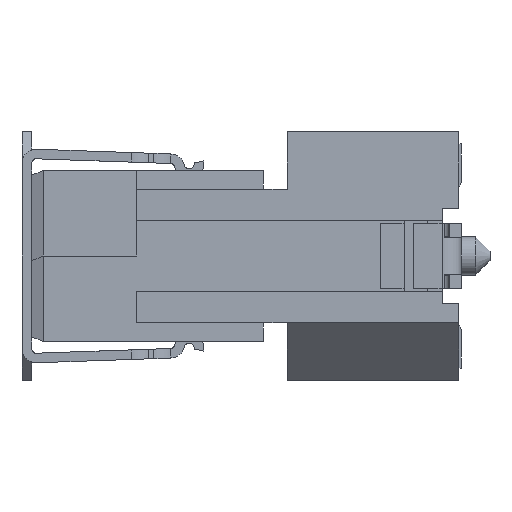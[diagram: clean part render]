
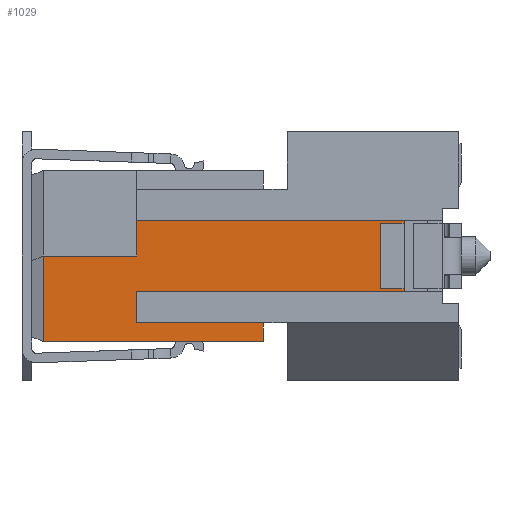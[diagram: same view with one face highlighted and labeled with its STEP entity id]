
A CAD part, left-side view. The second image highlights one B-rep face of the part: STEP entity #1029.
In plain terms, the highlighted planar face has unit normal (-1, 0, 0).
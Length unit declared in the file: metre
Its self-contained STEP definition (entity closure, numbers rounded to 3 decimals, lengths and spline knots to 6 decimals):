
#1029 = ADVANCED_FACE( '', ( #3109 ), #3110, .F. );
#3109 = FACE_OUTER_BOUND( '', #5249, .T. );
#3110 = PLANE( '', #5250 );
#5249 = EDGE_LOOP( '', ( #13956, #13957, #13958, #13959, #13960, #13961, #13962, #13963, #13964, #13965, #13966, #13967, #13968, #13969 ) );
#5250 = AXIS2_PLACEMENT_3D( '', #13970, #13971, #13972 );
#13956 = ORIENTED_EDGE( '', *, *, #15323, .T. );
#13957 = ORIENTED_EDGE( '', *, *, #17245, .T. );
#13958 = ORIENTED_EDGE( '', *, *, #17023, .T. );
#13959 = ORIENTED_EDGE( '', *, *, #17448, .F. );
#13960 = ORIENTED_EDGE( '', *, *, #17392, .T. );
#13961 = ORIENTED_EDGE( '', *, *, #16855, .F. );
#13962 = ORIENTED_EDGE( '', *, *, #17360, .T. );
#13963 = ORIENTED_EDGE( '', *, *, #16130, .T. );
#13964 = ORIENTED_EDGE( '', *, *, #17340, .F. );
#13965 = ORIENTED_EDGE( '', *, *, #16857, .F. );
#13966 = ORIENTED_EDGE( '', *, *, #15161, .F. );
#13967 = ORIENTED_EDGE( '', *, *, #16919, .T. );
#13968 = ORIENTED_EDGE( '', *, *, #16970, .F. );
#13969 = ORIENTED_EDGE( '', *, *, #16865, .T. );
#13970 = CARTESIAN_POINT( '', ( -0.00824, -0.000375, 0.00179 ) );
#13971 = DIRECTION( '', ( 1., 0., 0. ) );
#13972 = DIRECTION( '', ( 0., 1., 0. ) );
#15161 = EDGE_CURVE( '', #18778, #18780, #18781, .T. );
#15323 = EDGE_CURVE( '', #19079, #19077, #19080, .T. );
#16130 = EDGE_CURVE( '', #20481, #20486, #20488, .T. );
#16855 = EDGE_CURVE( '', #21646, #21647, #21648, .T. );
#16857 = EDGE_CURVE( '', #18780, #21650, #21651, .T. );
#16865 = EDGE_CURVE( '', #21663, #19079, #21664, .T. );
#16919 = EDGE_CURVE( '', #18778, #21742, #21744, .T. );
#16970 = EDGE_CURVE( '', #21663, #21742, #21820, .T. );
#17023 = EDGE_CURVE( '', #21886, #21884, #21887, .T. );
#17245 = EDGE_CURVE( '', #19077, #21886, #22170, .T. );
#17340 = EDGE_CURVE( '', #21650, #20486, #22287, .T. );
#17360 = EDGE_CURVE( '', #21646, #20481, #22310, .T. );
#17392 = EDGE_CURVE( '', #22348, #21647, #22349, .T. );
#17448 = EDGE_CURVE( '', #22348, #21884, #22417, .T. );
#18778 = VERTEX_POINT( '', #24385 );
#18780 = VERTEX_POINT( '', #24388 );
#18781 = LINE( '', #24389, #24390 );
#19077 = VERTEX_POINT( '', #24833 );
#19079 = VERTEX_POINT( '', #24836 );
#19080 = LINE( '', #24837, #24838 );
#20481 = VERTEX_POINT( '', #26906 );
#20486 = VERTEX_POINT( '', #26913 );
#20488 = LINE( '', #26916, #26917 );
#21646 = VERTEX_POINT( '', #28736 );
#21647 = VERTEX_POINT( '', #28737 );
#21648 = LINE( '', #28738, #28739 );
#21650 = VERTEX_POINT( '', #28742 );
#21651 = LINE( '', #28743, #28744 );
#21663 = VERTEX_POINT( '', #28763 );
#21664 = LINE( '', #28764, #28765 );
#21742 = VERTEX_POINT( '', #28887 );
#21744 = LINE( '', #28890, #28891 );
#21820 = LINE( '', #29009, #29010 );
#21884 = VERTEX_POINT( '', #29124 );
#21886 = VERTEX_POINT( '', #29127 );
#21887 = LINE( '', #29128, #29129 );
#22170 = LINE( '', #29604, #29605 );
#22287 = LINE( '', #29798, #29799 );
#22310 = LINE( '', #29837, #29838 );
#22348 = VERTEX_POINT( '', #29902 );
#22349 = LINE( '', #29903, #29904 );
#22417 = LINE( '', #30018, #30019 );
#24385 = CARTESIAN_POINT( '', ( -0.00824, 0.002275, 0.00075 ) );
#24388 = CARTESIAN_POINT( '', ( -0.00824, -0.003325, 0.00075 ) );
#24389 = CARTESIAN_POINT( '', ( -0.00824, 0.002275, 0.00075 ) );
#24390 = VECTOR( '', #30960, 1. );
#24833 = CARTESIAN_POINT( '', ( -0.00824, -0.000375, -0.00179 ) );
#24836 = CARTESIAN_POINT( '', ( -0.00824, 0.004225, -0.00179 ) );
#24837 = CARTESIAN_POINT( '', ( -0.00824, 0.004225, -0.00179 ) );
#24838 = VECTOR( '', #31148, 1. );
#26906 = CARTESIAN_POINT( '', ( -0.00824, -0.002825, -0.000685 ) );
#26913 = CARTESIAN_POINT( '', ( -0.00824, -0.002825, 0.000685 ) );
#26916 = CARTESIAN_POINT( '', ( -0.00824, -0.002825, -0.000685 ) );
#26917 = VECTOR( '', #32224, 1. );
#28736 = CARTESIAN_POINT( '', ( -0.00824, -0.003325, -0.000685 ) );
#28737 = CARTESIAN_POINT( '', ( -0.00824, -0.003325, -0.00075 ) );
#28738 = CARTESIAN_POINT( '', ( -0.00824, -0.003325, -0.000685 ) );
#28739 = VECTOR( '', #33086, 1. );
#28742 = CARTESIAN_POINT( '', ( -0.00824, -0.003325, 0.000685 ) );
#28743 = CARTESIAN_POINT( '', ( -0.00824, -0.003325, 0.00075 ) );
#28744 = VECTOR( '', #33088, 1. );
#28763 = CARTESIAN_POINT( '', ( -0.00824, 0.004225, 0. ) );
#28764 = CARTESIAN_POINT( '', ( -0.00824, 0.004225, 0. ) );
#28765 = VECTOR( '', #33096, 1. );
#28887 = CARTESIAN_POINT( '', ( -0.00824, 0.002275, 0. ) );
#28890 = CARTESIAN_POINT( '', ( -0.00824, 0.002275, 0.00075 ) );
#28891 = VECTOR( '', #33166, 1. );
#29009 = CARTESIAN_POINT( '', ( -0.00824, 0.004225, 0. ) );
#29010 = VECTOR( '', #33233, 1. );
#29124 = CARTESIAN_POINT( '', ( -0.00824, 0.002275, -0.0014 ) );
#29127 = CARTESIAN_POINT( '', ( -0.00824, -0.000375, -0.0014 ) );
#29128 = CARTESIAN_POINT( '', ( -0.00824, -0.000375, -0.0014 ) );
#29129 = VECTOR( '', #33288, 1. );
#29604 = CARTESIAN_POINT( '', ( -0.00824, -0.000375, -0.00179 ) );
#29605 = VECTOR( '', #33568, 1. );
#29798 = CARTESIAN_POINT( '', ( -0.00824, -0.003325, 0.000685 ) );
#29799 = VECTOR( '', #33699, 1. );
#29837 = CARTESIAN_POINT( '', ( -0.00824, -0.003325, -0.000685 ) );
#29838 = VECTOR( '', #33727, 1. );
#29902 = CARTESIAN_POINT( '', ( -0.00824, 0.002275, -0.00075 ) );
#29903 = CARTESIAN_POINT( '', ( -0.00824, 0.002275, -0.00075 ) );
#29904 = VECTOR( '', #33769, 1. );
#30018 = CARTESIAN_POINT( '', ( -0.00824, 0.002275, -0.00075 ) );
#30019 = VECTOR( '', #33843, 1. );
#30960 = DIRECTION( '', ( 0., -1., 0. ) );
#31148 = DIRECTION( '', ( 0., -1., 0. ) );
#32224 = DIRECTION( '', ( 0., 0., 1. ) );
#33086 = DIRECTION( '', ( 0., 0., -1. ) );
#33088 = DIRECTION( '', ( 0., 0., -1. ) );
#33096 = DIRECTION( '', ( 0., 0., -1. ) );
#33166 = DIRECTION( '', ( 0., 0., -1. ) );
#33233 = DIRECTION( '', ( 0., -1., 0. ) );
#33288 = DIRECTION( '', ( 0., 1., 0. ) );
#33568 = DIRECTION( '', ( 0., 0., 1. ) );
#33699 = DIRECTION( '', ( 0., 1., 0. ) );
#33727 = DIRECTION( '', ( 0., 1., 0. ) );
#33769 = DIRECTION( '', ( 0., -1., 0. ) );
#33843 = DIRECTION( '', ( 0., 0., -1. ) );
